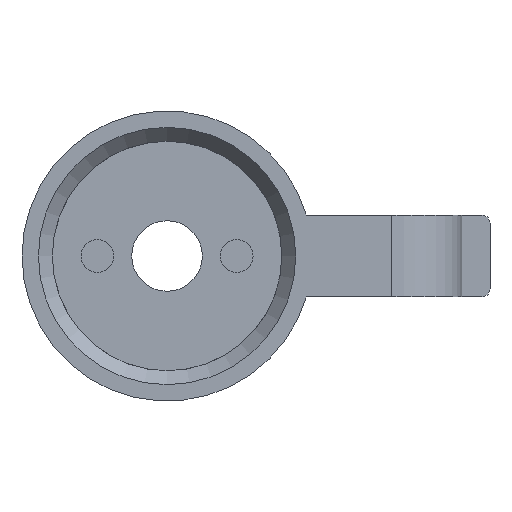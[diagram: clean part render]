
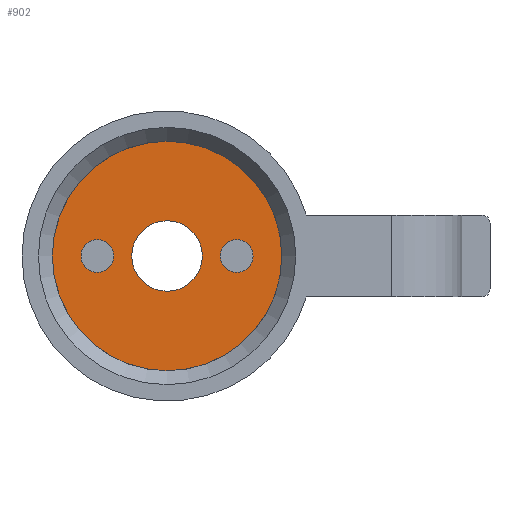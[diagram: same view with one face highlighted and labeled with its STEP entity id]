
A CAD part, front view. The second image highlights one B-rep face of the part: STEP entity #902.
In plain terms, the highlighted planar face has unit normal (0, -1, 0).
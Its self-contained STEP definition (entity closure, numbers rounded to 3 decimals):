
#830 = VERTEX_POINT('',#831);
#831 = CARTESIAN_POINT('',(-14.,-1.5,0.));
#839 = EDGE_CURVE('',#830,#840,#842,.T.);
#840 = VERTEX_POINT('',#841);
#841 = CARTESIAN_POINT('',(13.077,-1.5,-5.));
#842 = CIRCLE('',#843,14.);
#843 = AXIS2_PLACEMENT_3D('',#844,#845,#846);
#844 = CARTESIAN_POINT('',(0.,-1.5,0.));
#845 = DIRECTION('',(0.,-1.,0.));
#846 = DIRECTION('',(1.,0.,0.));
#848 = EDGE_CURVE('',#849,#840,#851,.T.);
#849 = VERTEX_POINT('',#850);
#850 = CARTESIAN_POINT('',(14.,-1.5,0.));
#851 = CIRCLE('',#852,14.);
#852 = AXIS2_PLACEMENT_3D('',#853,#854,#855);
#853 = CARTESIAN_POINT('',(0.,-1.5,0.));
#854 = DIRECTION('',(0.,1.,-0.));
#855 = DIRECTION('',(-1.,0.,0.));
#857 = EDGE_CURVE('',#858,#849,#860,.T.);
#858 = VERTEX_POINT('',#859);
#859 = CARTESIAN_POINT('',(13.077,-1.5,5.));
#860 = CIRCLE('',#861,14.);
#861 = AXIS2_PLACEMENT_3D('',#862,#863,#864);
#862 = CARTESIAN_POINT('',(0.,-1.5,0.));
#863 = DIRECTION('',(0.,1.,-0.));
#864 = DIRECTION('',(-1.,0.,0.));
#866 = EDGE_CURVE('',#858,#830,#867,.T.);
#867 = CIRCLE('',#868,14.);
#868 = AXIS2_PLACEMENT_3D('',#869,#870,#871);
#869 = CARTESIAN_POINT('',(0.,-1.5,0.));
#870 = DIRECTION('',(0.,-1.,0.));
#871 = DIRECTION('',(1.,0.,0.));
#882 = VERTEX_POINT('',#883);
#883 = CARTESIAN_POINT('',(4.3,-1.5,0.));
#891 = EDGE_CURVE('',#882,#882,#892,.T.);
#892 = CIRCLE('',#893,4.3);
#893 = AXIS2_PLACEMENT_3D('',#894,#895,#896);
#894 = CARTESIAN_POINT('',(0.,-1.5,0.));
#895 = DIRECTION('',(0.,-1.,0.));
#896 = DIRECTION('',(1.,0.,0.));
#902 = ADVANCED_FACE('',(#903,#909,#920,#931),#934,.T.);
#903 = FACE_BOUND('',#904,.T.);
#904 = EDGE_LOOP('',(#905,#906,#907,#908));
#905 = ORIENTED_EDGE('',*,*,#839,.T.);
#906 = ORIENTED_EDGE('',*,*,#848,.F.);
#907 = ORIENTED_EDGE('',*,*,#857,.F.);
#908 = ORIENTED_EDGE('',*,*,#866,.T.);
#909 = FACE_BOUND('',#910,.T.);
#910 = EDGE_LOOP('',(#911));
#911 = ORIENTED_EDGE('',*,*,#912,.F.);
#912 = EDGE_CURVE('',#913,#913,#915,.T.);
#913 = VERTEX_POINT('',#914);
#914 = CARTESIAN_POINT('',(-6.5,-1.5,0.));
#915 = CIRCLE('',#916,2.);
#916 = AXIS2_PLACEMENT_3D('',#917,#918,#919);
#917 = CARTESIAN_POINT('',(-8.5,-1.5,0.));
#918 = DIRECTION('',(0.,-1.,0.));
#919 = DIRECTION('',(1.,0.,0.));
#920 = FACE_BOUND('',#921,.T.);
#921 = EDGE_LOOP('',(#922));
#922 = ORIENTED_EDGE('',*,*,#923,.F.);
#923 = EDGE_CURVE('',#924,#924,#926,.T.);
#924 = VERTEX_POINT('',#925);
#925 = CARTESIAN_POINT('',(10.5,-1.5,0.));
#926 = CIRCLE('',#927,2.);
#927 = AXIS2_PLACEMENT_3D('',#928,#929,#930);
#928 = CARTESIAN_POINT('',(8.5,-1.5,0.));
#929 = DIRECTION('',(0.,-1.,0.));
#930 = DIRECTION('',(1.,0.,0.));
#931 = FACE_BOUND('',#932,.T.);
#932 = EDGE_LOOP('',(#933));
#933 = ORIENTED_EDGE('',*,*,#891,.F.);
#934 = PLANE('',#935);
#935 = AXIS2_PLACEMENT_3D('',#936,#937,#938);
#936 = CARTESIAN_POINT('',(1.023,-1.5,0.));
#937 = DIRECTION('',(-0.,-1.,-0.));
#938 = DIRECTION('',(0.,0.,-1.));
